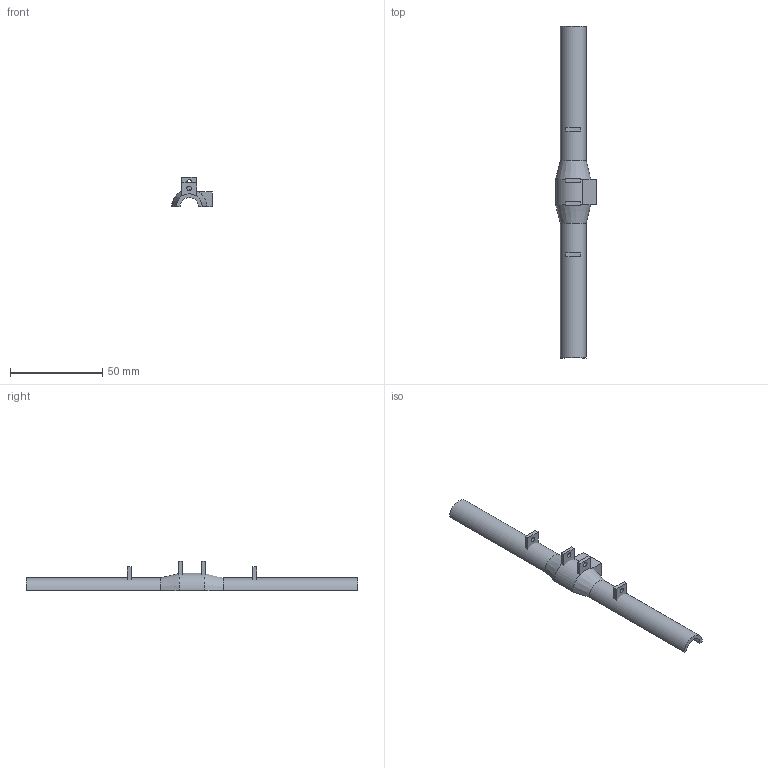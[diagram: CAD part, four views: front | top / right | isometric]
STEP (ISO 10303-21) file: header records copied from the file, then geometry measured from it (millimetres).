
FILE_DESCRIPTION(/* description */ (''),/* implementation_level */ '2;1');
FILE_NAME(/* name */ 'rear axle top half v2.step',/* time_stamp */ '2025-05-23T09:08:17-07:00',/* author */ (''),/* organization */ (''),/* preprocessor_version */ 'ST-DEVELOPER v20.1',/* originating_system */ 'Autodesk Translation Framework v14.10.0.0',/* authorisation */ '');
FILE_SCHEMA (('AUTOMOTIVE_DESIGN { 1 0 10303 214 3 1 1 }'));
Length unit declared in the file: millimetre
Products named in the file (1): rear axle top half
Bounding box: 22 x 180 x 16 mm (x, y, z)
Volume: 7886.4 mm3; surface area: 8912.4 mm2
Topology: 5 solids, 5 shells, 48 faces, 112 edges, 74 vertices
Faces by surface type: plane 33, cylinder 11, cone 4
Full cylindrical faces by diameter (mm): 2.5 x4
Entity records: 1423 total; most frequent: CARTESIAN_POINT 252, DIRECTION 232, ORIENTED_EDGE 224, EDGE_CURVE 112, LINE 88, VECTOR 88, VERTEX_POINT 74, AXIS2_PLACEMENT_3D 72
